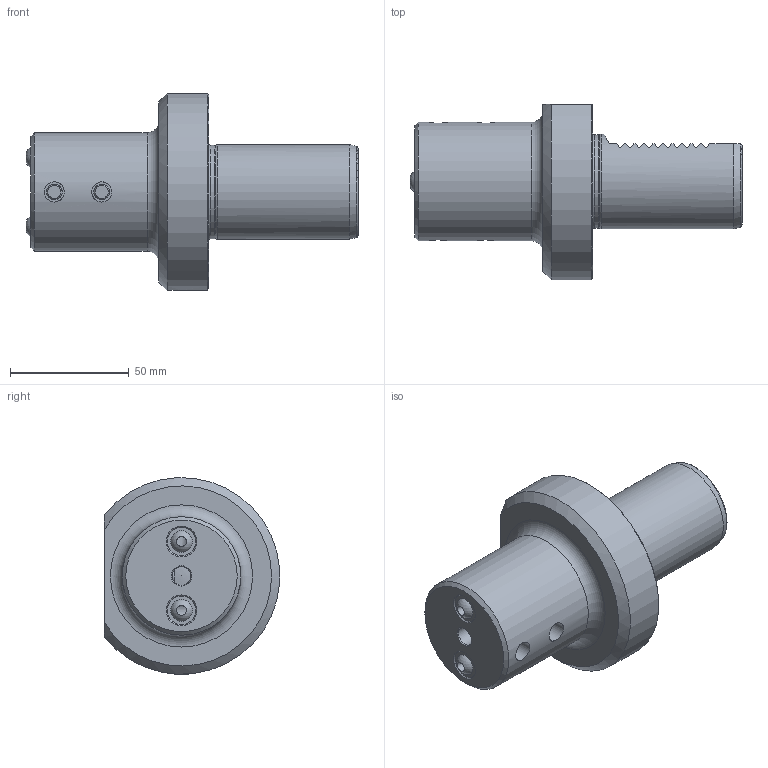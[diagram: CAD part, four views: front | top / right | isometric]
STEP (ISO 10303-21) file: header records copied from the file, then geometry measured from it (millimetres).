
FILE_DESCRIPTION(/* description */ (''),/* implementation_level */ '2;1');
FILE_NAME(/* name */ '40_08_290_2.stp',/* time_stamp */ '2021-10-06T14:09:47+02:00',/* author */ ('cad'),/* organization */ (''),/* preprocessor_version */ 'ST-DEVELOPER v18.1',/* originating_system */ 'Autodesk Inventor 2021',/* authorisation */ '');
FILE_SCHEMA (('AUTOMOTIVE_DESIGN { 1 0 10303 214 3 1 1 }'));
Length unit declared in the file: inch
Products named in the file (1): 40_08_290_2_Shrinkwrap_1
Bounding box: 140.05 x 73.85 x 82.95 mm (x, y, z)
Volume: 242095.3 mm3; surface area: 45969.8 mm2
Topology: 2 solids, 2 shells, 151 faces, 447 edges, 311 vertices
Faces by surface type: plane 68, cylinder 44, cone 24, torus 7, sphere 6, bspline 2
Full cylindrical faces by diameter (mm): 4.134 x2, 5.7 x5, 5.95 x1, 6.647 x4, 7.7 x1, 7.95 x1, 8 x1, 8.5 x4, 9 x2, 12 x2, 14 x1, 21 x1, 22 x1, 39.4 x1, 40 x1, 50 x1
Entity records: 6379 total; most frequent: CARTESIAN_POINT 2084, ORIENTED_EDGE 876, DIRECTION 844, EDGE_CURVE 438, AXIS2_PLACEMENT_3D 347, VERTEX_POINT 311, EDGE_LOOP 187, STYLED_ITEM 153
